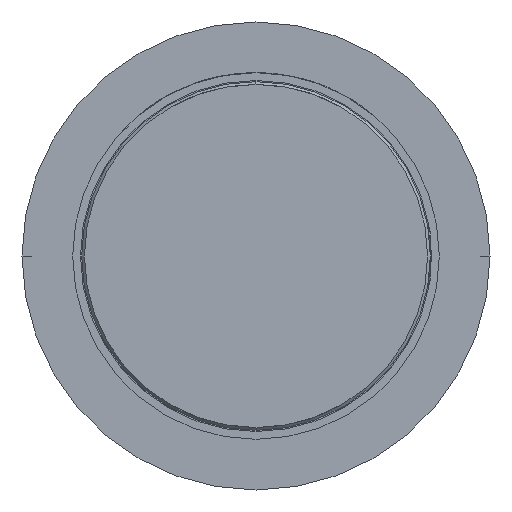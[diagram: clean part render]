
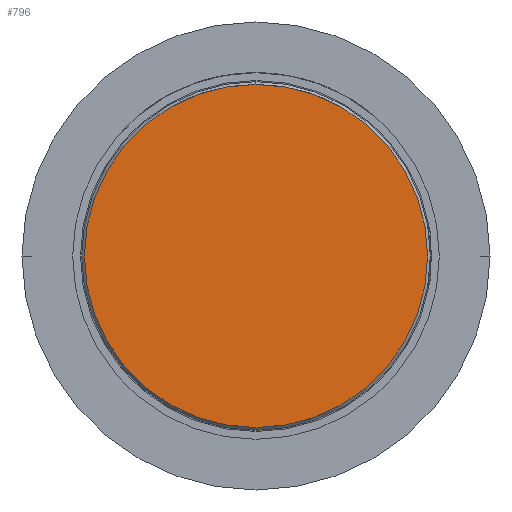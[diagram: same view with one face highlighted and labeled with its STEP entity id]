
A CAD part, front view. The second image highlights one B-rep face of the part: STEP entity #796.
In plain terms, the highlighted planar face has unit normal (0, -1, 0).
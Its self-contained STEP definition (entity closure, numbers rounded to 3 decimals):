
#6 = EDGE_CURVE ( 'Defeature ausgef�hrt1_24+Defeature ausgef�hrt1_17+Defeature ausgef�hrt1_17+Defeature ausgef�hrt1_17', #4412, #4034, #3914, .T. ) ;
#47 = DIRECTION ( 'NONE',  ( 0., -1., 0. ) ) ;
#202 = AXIS2_PLACEMENT_3D ( 'NONE', #2822, #1397, #4340 ) ;
#294 = CARTESIAN_POINT ( 'NONE',  ( 0., 0., -1.9 ) ) ;
#796 = ADVANCED_FACE ( 'Defeature ausgef�hrt1_24', ( #2120 ), #3936, .F. ) ;
#1053 = ORIENTED_EDGE ( 'NONE', *, *, #3585, .T. ) ;
#1397 = DIRECTION ( 'NONE',  ( 0., -1., 0. ) ) ;
#2120 = FACE_OUTER_BOUND ( 'NONE', #2649, .T. ) ;
#2192 = CARTESIAN_POINT ( 'NONE',  ( 2.2, 0., 0. ) ) ;
#2256 = CARTESIAN_POINT ( 'NONE',  ( 0., 0., 0. ) ) ;
#2649 = EDGE_LOOP ( 'NONE', ( #1053, #3461 ) ) ;
#2822 = CARTESIAN_POINT ( 'NONE',  ( 0., 0., 0. ) ) ;
#2830 = DIRECTION ( 'NONE',  ( 0., 1., 0. ) ) ;
#3139 = CIRCLE ( 'NONE', #4192, 2.2 ) ;
#3461 = ORIENTED_EDGE ( 'NONE', *, *, #6, .T. ) ;
#3530 = CARTESIAN_POINT ( 'NONE',  ( -2.2, 0., 0. ) ) ;
#3585 = EDGE_CURVE ( 'Defeature ausgef�hrt1_24+Defeature ausgef�hrt1_17+Defeature ausgef�hrt1_17+Defeature ausgef�hrt1_17', #4034, #4412, #3139, .T. ) ;
#3727 = DIRECTION ( 'NONE',  ( -1., 0., 0. ) ) ;
#3914 = CIRCLE ( 'NONE', #202, 2.2 ) ;
#3936 = PLANE ( 'NONE',  #4415 ) ;
#3955 = DIRECTION ( 'NONE',  ( 1., 0., 0. ) ) ;
#4034 = VERTEX_POINT ( 'NONE', #3530 ) ;
#4192 = AXIS2_PLACEMENT_3D ( 'NONE', #2256, #47, #3727 ) ;
#4340 = DIRECTION ( 'NONE',  ( -1., 0., 0. ) ) ;
#4412 = VERTEX_POINT ( 'NONE', #2192 ) ;
#4415 = AXIS2_PLACEMENT_3D ( 'NONE', #294, #2830, #3955 ) ;
